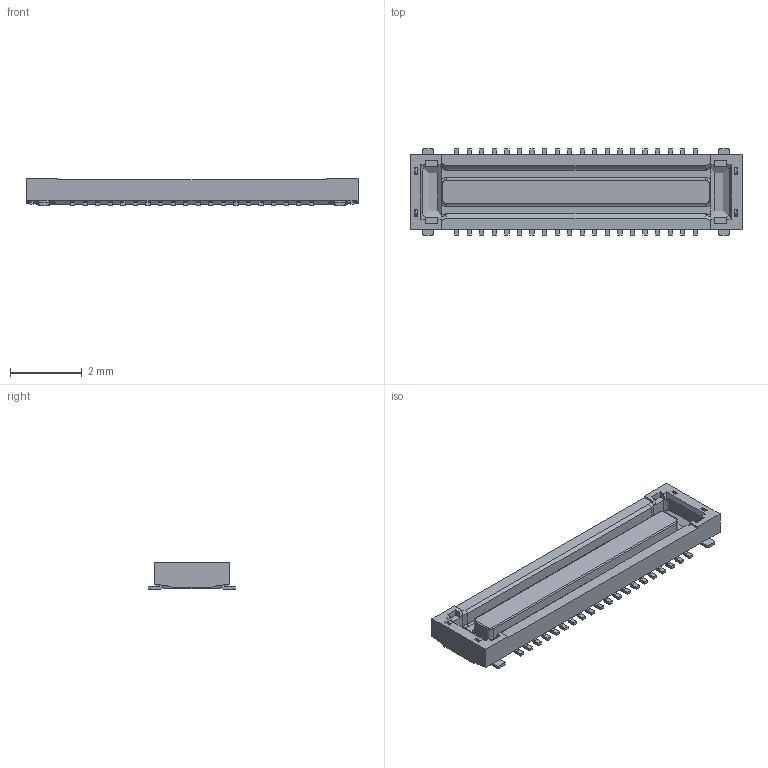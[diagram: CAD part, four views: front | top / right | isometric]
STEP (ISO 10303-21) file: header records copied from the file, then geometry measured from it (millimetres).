
FILE_DESCRIPTION(('CATIA V5 STEP Exchange'),'2;1');
FILE_NAME('20_5843_040_002_829_+.stp','2015-05-13T06:40:22+00:00',('none'),('none'),'CATIA Version 5 Release 19 SP 9 (IN-10)','CATIA V5 STEP AP214','none');
FILE_SCHEMA(('AUTOMOTIVE_DESIGN { 1 0 10303 214 1 1 1 1 }'));
Length unit declared in the file: millimetre
Products named in the file (1): Part2
Bounding box: 9.25 x 2.4 x 0.77 mm (x, y, z)
Volume: 9.5 mm3; surface area: 82 mm2
Topology: 1 solids, 1 shells, 790 faces, 2254 edges, 1494 vertices
Faces by surface type: plane 530, cylinder 252, torus 8
Entity records: 22727 total; most frequent: ORIENTED_EDGE 4508, CARTESIAN_POINT 4210, DIRECTION 2760, EDGE_CURVE 2254, VECTOR 1694, LINE 1694, VERTEX_POINT 1494, EDGE_LOOP 834
